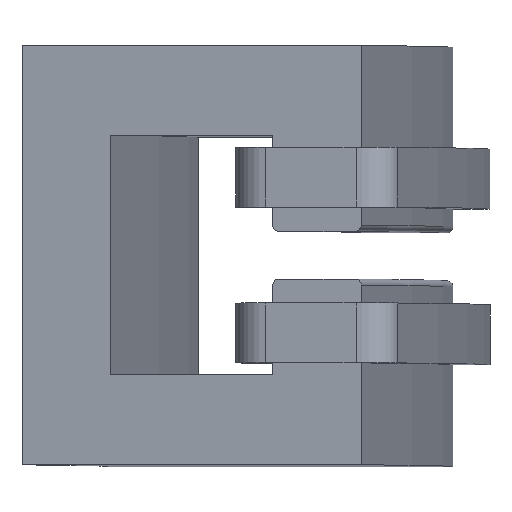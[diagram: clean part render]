
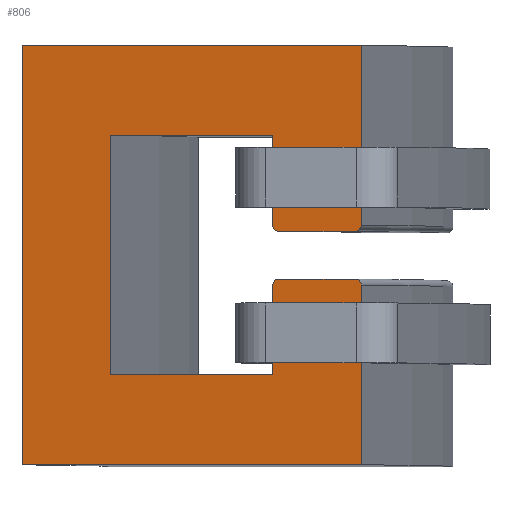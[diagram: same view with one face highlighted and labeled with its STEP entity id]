
A CAD part, top view. The second image highlights one B-rep face of the part: STEP entity #806.
In plain terms, the highlighted planar face has unit normal (-0.174, 0, 0.985).
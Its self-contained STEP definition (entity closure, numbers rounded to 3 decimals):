
#57=LINE('',#1265,#121);
#58=LINE('',#1280,#122);
#59=LINE('',#1289,#123);
#60=LINE('',#1293,#124);
#61=LINE('',#1297,#125);
#62=LINE('',#1300,#126);
#63=LINE('',#1303,#127);
#64=LINE('',#1307,#128);
#65=LINE('',#1311,#129);
#66=LINE('',#1315,#130);
#67=LINE('',#1318,#131);
#68=LINE('',#1320,#132);
#121=VECTOR('',#987,10.);
#122=VECTOR('',#1008,10.);
#123=VECTOR('',#1019,10.);
#124=VECTOR('',#1024,10.);
#125=VECTOR('',#1029,10.);
#126=VECTOR('',#1034,10.);
#127=VECTOR('',#1037,10.);
#128=VECTOR('',#1042,10.);
#129=VECTOR('',#1047,10.);
#130=VECTOR('',#1052,10.);
#131=VECTOR('',#1057,10.);
#132=VECTOR('',#1060,10.);
#180=PLANE('',#892);
#210=FACE_OUTER_BOUND('',#256,.T.);
#256=EDGE_LOOP('',(#625,#626,#627,#628,#629,#630,#631,#632,#633,#634,#635,
#636,#637,#638,#639,#640));
#289=CIRCLE('',#852,5.);
#297=CIRCLE('',#863,5.);
#299=CIRCLE('',#866,5.);
#303=CIRCLE('',#872,5.);
#345=VERTEX_POINT('',#1225);
#346=VERTEX_POINT('',#1226);
#363=VERTEX_POINT('',#1264);
#364=VERTEX_POINT('',#1268);
#365=VERTEX_POINT('',#1272);
#366=VERTEX_POINT('',#1273);
#367=VERTEX_POINT('',#1278);
#368=VERTEX_POINT('',#1282);
#369=VERTEX_POINT('',#1286);
#370=VERTEX_POINT('',#1288);
#371=VERTEX_POINT('',#1292);
#372=VERTEX_POINT('',#1296);
#373=VERTEX_POINT('',#1302);
#374=VERTEX_POINT('',#1306);
#375=VERTEX_POINT('',#1310);
#376=VERTEX_POINT('',#1314);
#425=EDGE_CURVE('',#345,#346,#289,.T.);
#444=EDGE_CURVE('',#363,#346,#57,.T.);
#446=EDGE_CURVE('',#363,#364,#297,.T.);
#448=EDGE_CURVE('',#365,#366,#299,.T.);
#452=EDGE_CURVE('',#365,#367,#58,.T.);
#453=EDGE_CURVE('',#368,#367,#303,.T.);
#456=EDGE_CURVE('',#370,#369,#59,.T.);
#458=EDGE_CURVE('',#371,#370,#60,.T.);
#460=EDGE_CURVE('',#372,#371,#61,.T.);
#462=EDGE_CURVE('',#345,#372,#62,.T.);
#463=EDGE_CURVE('',#373,#364,#63,.T.);
#465=EDGE_CURVE('',#374,#373,#64,.T.);
#467=EDGE_CURVE('',#375,#374,#65,.T.);
#469=EDGE_CURVE('',#376,#375,#66,.T.);
#471=EDGE_CURVE('',#368,#376,#67,.T.);
#472=EDGE_CURVE('',#369,#366,#68,.T.);
#625=ORIENTED_EDGE('',*,*,#425,.F.);
#626=ORIENTED_EDGE('',*,*,#462,.T.);
#627=ORIENTED_EDGE('',*,*,#460,.T.);
#628=ORIENTED_EDGE('',*,*,#458,.T.);
#629=ORIENTED_EDGE('',*,*,#456,.T.);
#630=ORIENTED_EDGE('',*,*,#472,.T.);
#631=ORIENTED_EDGE('',*,*,#448,.F.);
#632=ORIENTED_EDGE('',*,*,#452,.T.);
#633=ORIENTED_EDGE('',*,*,#453,.F.);
#634=ORIENTED_EDGE('',*,*,#471,.T.);
#635=ORIENTED_EDGE('',*,*,#469,.T.);
#636=ORIENTED_EDGE('',*,*,#467,.T.);
#637=ORIENTED_EDGE('',*,*,#465,.T.);
#638=ORIENTED_EDGE('',*,*,#463,.T.);
#639=ORIENTED_EDGE('',*,*,#446,.F.);
#640=ORIENTED_EDGE('',*,*,#444,.T.);
#806=ADVANCED_FACE('',(#210),#180,.T.);
#852=AXIS2_PLACEMENT_3D('',#1227,#957,#958);
#863=AXIS2_PLACEMENT_3D('',#1269,#992,#993);
#866=AXIS2_PLACEMENT_3D('',#1274,#998,#999);
#872=AXIS2_PLACEMENT_3D('',#1283,#1011,#1012);
#892=AXIS2_PLACEMENT_3D('',#1321,#1061,#1062);
#957=DIRECTION('center_axis',(0.174,0.,-0.985));
#958=DIRECTION('ref_axis',(0.985,0.,0.174));
#987=DIRECTION('',(-0.985,0.,-0.174));
#992=DIRECTION('center_axis',(0.174,0.,-0.985));
#993=DIRECTION('ref_axis',(0.985,0.,0.174));
#998=DIRECTION('center_axis',(0.174,0.,-0.985));
#999=DIRECTION('ref_axis',(0.985,0.,0.174));
#1008=DIRECTION('',(0.985,0.,0.174));
#1011=DIRECTION('center_axis',(0.174,0.,-0.985));
#1012=DIRECTION('ref_axis',(0.985,0.,0.174));
#1019=DIRECTION('',(0.985,0.,0.174));
#1024=DIRECTION('',(0.,1.,0.));
#1029=DIRECTION('',(-0.985,0.,-0.174));
#1034=DIRECTION('',(0.,-1.,0.));
#1037=DIRECTION('',(0.,1.,0.));
#1042=DIRECTION('',(0.985,0.,0.174));
#1047=DIRECTION('',(0.,-1.,0.));
#1052=DIRECTION('',(-0.985,0.,-0.174));
#1057=DIRECTION('',(0.,1.,0.));
#1060=DIRECTION('',(0.,-1.,0.));
#1061=DIRECTION('center_axis',(-0.174,0.,0.985));
#1062=DIRECTION('ref_axis',(0.985,0.,0.174));
#1225=CARTESIAN_POINT('',(-112.892,-21.899,861.729));
#1226=CARTESIAN_POINT('',(-107.967,-16.899,862.597));
#1227=CARTESIAN_POINT('Origin',(-107.967,-21.899,862.597));
#1264=CARTESIAN_POINT('',(-43.955,-16.899,873.884));
#1265=CARTESIAN_POINT('',(-39.031,-16.899,874.753));
#1268=CARTESIAN_POINT('',(-39.031,-21.899,874.753));
#1269=CARTESIAN_POINT('Origin',(-43.955,-21.899,873.884));
#1272=CARTESIAN_POINT('',(-107.967,23.101,862.597));
#1273=CARTESIAN_POINT('',(-112.892,28.101,861.729));
#1274=CARTESIAN_POINT('Origin',(-107.967,28.101,862.597));
#1278=CARTESIAN_POINT('',(-43.955,23.101,873.884));
#1280=CARTESIAN_POINT('',(-112.892,23.101,861.729));
#1282=CARTESIAN_POINT('',(-39.031,28.101,874.753));
#1283=CARTESIAN_POINT('Origin',(-43.955,28.101,873.884));
#1286=CARTESIAN_POINT('',(-112.892,103.101,861.729));
#1288=CARTESIAN_POINT('',(-248.303,103.101,837.852));
#1289=CARTESIAN_POINT('',(-248.303,103.101,837.852));
#1292=CARTESIAN_POINT('',(-248.303,-96.899,837.852));
#1293=CARTESIAN_POINT('',(-248.303,-96.899,837.852));
#1296=CARTESIAN_POINT('',(-112.892,-96.899,861.729));
#1297=CARTESIAN_POINT('',(-112.892,-96.899,861.729));
#1300=CARTESIAN_POINT('',(-112.892,-16.899,861.729));
#1302=CARTESIAN_POINT('',(-39.031,-171.899,874.753));
#1303=CARTESIAN_POINT('',(-39.031,-171.899,874.753));
#1306=CARTESIAN_POINT('',(-322.163,-171.899,824.829));
#1307=CARTESIAN_POINT('',(-322.163,-171.899,824.829));
#1310=CARTESIAN_POINT('',(-322.163,178.101,824.829));
#1311=CARTESIAN_POINT('',(-322.163,178.101,824.829));
#1314=CARTESIAN_POINT('',(-39.031,178.101,874.753));
#1315=CARTESIAN_POINT('',(-39.031,178.101,874.753));
#1318=CARTESIAN_POINT('',(-39.031,23.101,874.753));
#1320=CARTESIAN_POINT('',(-112.892,103.101,861.729));
#1321=CARTESIAN_POINT('Origin',(-180.597,3.101,849.791));
